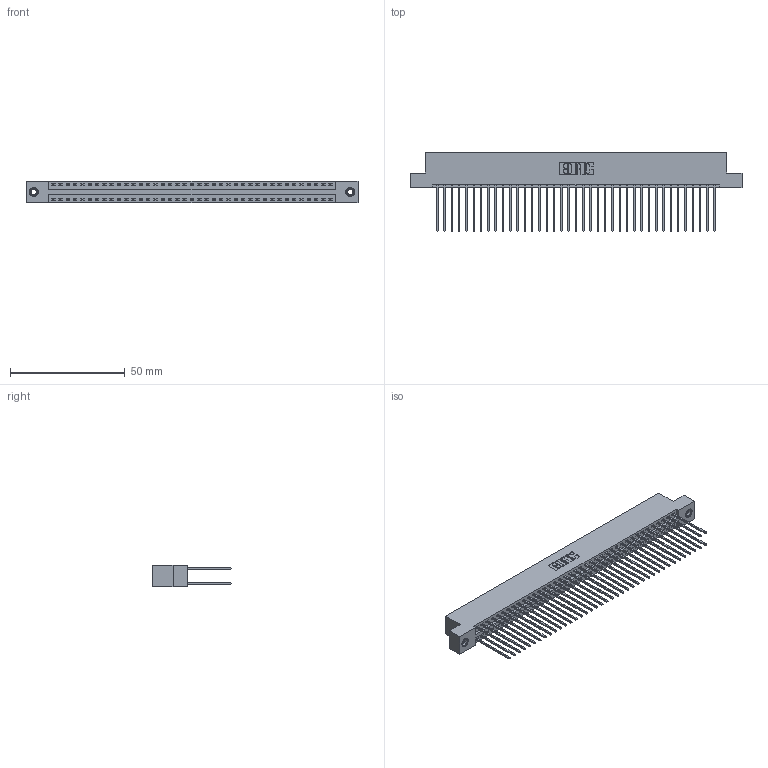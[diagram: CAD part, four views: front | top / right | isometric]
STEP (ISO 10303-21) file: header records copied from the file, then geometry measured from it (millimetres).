
FILE_DESCRIPTION (( 'STEP AP203' ), '1' );
FILE_NAME ('396-078-541-207.STEP', '2018-09-09T15:58:13', ( '' ), ( '' ), 'SwSTEP 2.0', 'SolidWorks 2016', '' );
FILE_SCHEMA (( 'CONFIG_CONTROL_DESIGN' ));
Length unit declared in the file: inch
Products named in the file (4): 346 Part_Flush Mounting Lugs - 0.156 Dia-TI; 345-292-001_345-293-141; 345-250-001_345-250-005-103; 396-078-541-207
Assembly tree (81 placements, depth 2):
  396-078-541-207
    346 Part_Flush Mounting Lugs - 0.156 Dia-TI
    345-292-001_345-293-141  x78
    345-250-001_345-250-005-103  x2
Bounding box: 144.4 x 34.29 x 9.4 mm (x, y, z)
Volume: 14491.4 mm3; surface area: 22052.1 mm2
Topology: 81 solids, 81 shells, 4238 faces, 12555 edges, 8258 vertices
Faces by surface type: plane 2838, cylinder 1384, cone 12, torus 4
Entity records: 27060 total; most frequent: CARTESIAN_POINT 4447, ORIENTED_EDGE 4374, DIRECTION 3997, EDGE_CURVE 2187, LINE 1879, VECTOR 1879, VERTEX_POINT 1452, AXIS2_PLACEMENT_3D 1059
